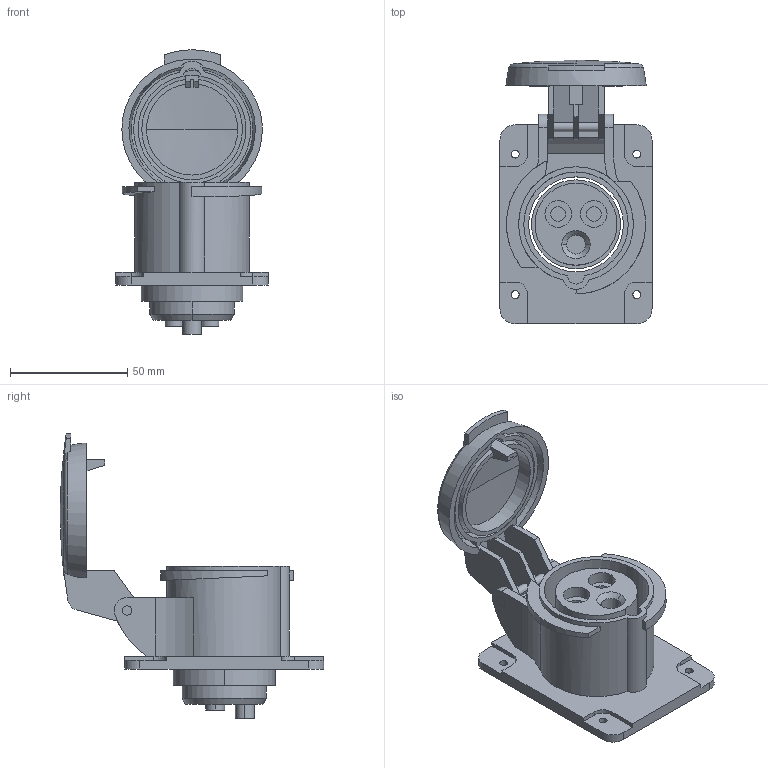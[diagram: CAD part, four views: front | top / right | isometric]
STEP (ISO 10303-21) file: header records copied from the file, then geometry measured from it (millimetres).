
FILE_DESCRIPTION((''),'2;1');
FILE_NAME('PKF16G423_3D-SIMPLIFIED_ASM','2023-02-14T12:29:46',('melanie.cordero'),(''),'CREO PARAMETRIC BY PTC INC, 2018260','CREO PARAMETRIC BY PTC INC, 2018260','');
FILE_SCHEMA(('CONFIG_CONTROL_DESIGN'));
Length unit declared in the file: millimetre
Products named in the file (5): PRT003_01; PRT003_02; PRT003_03; PRT003_04; PKF16G423_3D-SIMPLIFIED_ASM
Assembly tree (4 placements, depth 2):
  PKF16G423_3D-SIMPLIFIED_ASM
    PRT003_01
    PRT003_02
    PRT003_03
    PRT003_04
Bounding box: 65 x 112.5 x 121.5 mm (x, y, z)
Volume: 117797.8 mm3; surface area: 55263.2 mm2
Topology: 4 solids, 4 shells, 208 faces, 593 edges, 407 vertices
Faces by surface type: cylinder 96, plane 91, sphere 11, cone 4, torus 3, bspline 3
Entity records: 7371 total; most frequent: CARTESIAN_POINT 1552, DIRECTION 1273, ORIENTED_EDGE 1178, EDGE_CURVE 589, AXIS2_PLACEMENT_3D 508, VERTEX_POINT 407, CIRCLE 294, VECTOR 257
